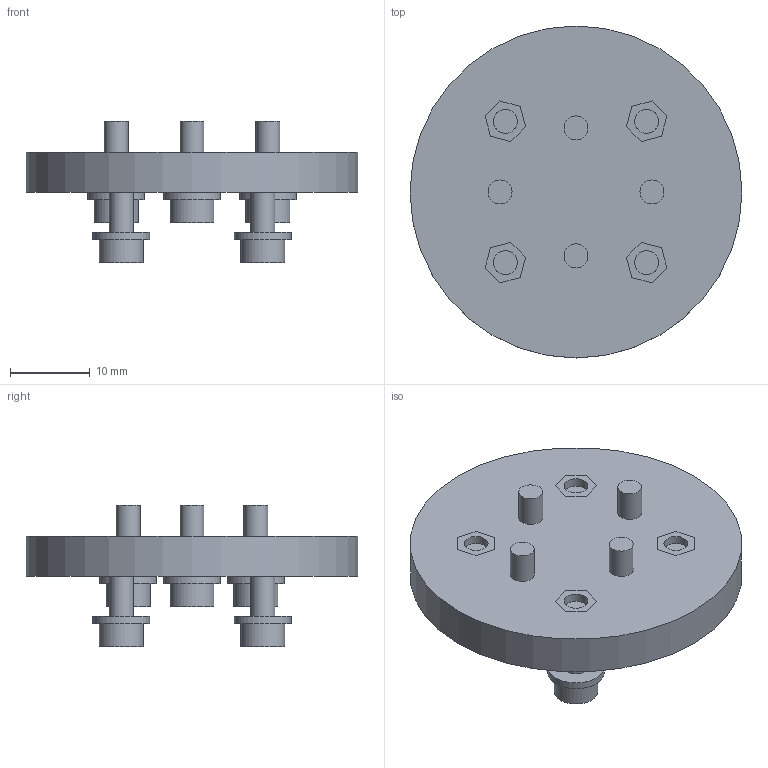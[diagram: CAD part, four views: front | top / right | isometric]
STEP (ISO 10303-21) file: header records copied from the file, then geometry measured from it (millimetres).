
FILE_DESCRIPTION(/* description */ (''),/* implementation_level */ '2;1');
FILE_NAME(/* name */ 'Motor_Adapter_16x19mm_3mm-9_17_16.step',/* time_stamp */ '2016-10-04T10:05:47-07:00',/* author */ (''),/* organization */ (''),/* preprocessor_version */ 'ST-DEVELOPER v15.2',/* originating_system */ 'Autodesk Translator Framework v2.0.0.5431',/* authorisation */ '');
FILE_SCHEMA (('AUTOMOTIVE_DESIGN { 1 0 10303 214 3 1 1 }'));
Length unit declared in the file: centimetre
Products named in the file (1): Motor_Adapter_16x19mm_3mm-9_17_16
Bounding box: 41.5 x 41.5 x 17.7 mm (x, y, z)
Volume: 7813 mm3; surface area: 6508.8 mm2
Topology: 21 solids, 21 shells, 139 faces, 267 edges, 178 vertices
Faces by surface type: plane 98, cylinder 41
Full cylindrical faces by diameter (mm): 3 x16, 3.2 x8, 5.5 x8, 7.1 x8, 41.5 x1
Entity records: 3403 total; most frequent: DIRECTION 588, CARTESIAN_POINT 544, ORIENTED_EDGE 452, EDGE_LOOP 228, EDGE_CURVE 226, AXIS2_PLACEMENT_3D 222, VERTEX_POINT 178, LINE 144
